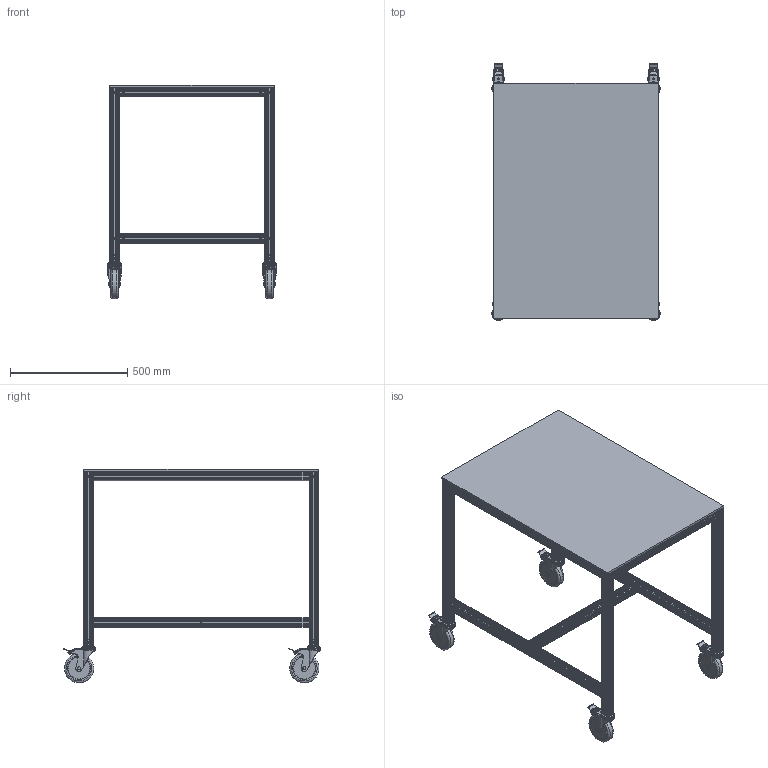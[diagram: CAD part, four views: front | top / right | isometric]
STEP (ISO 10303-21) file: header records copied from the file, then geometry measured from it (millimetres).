
FILE_DESCRIPTION(('STEP AP214'),'1');
FILE_NAME('Table roulante.stp','2025-04-07T12:13:05',(' '),(' '),'Spatial InterOp 3D',' ',' ');
FILE_SCHEMA(('AUTOMOTIVE_DESIGN { 1 0 10303 214 1 1 1 1 }'));
Length unit declared in the file: millimetre
Products named in the file (33): Roulette pivotante D125, à blocage; flasque; roue pour roulette; axe; ecrou; corps; Kit roulette pivotante D125 à blocage - vis seule; Vis FHC - M12x30; Table roulante; Fixation standard 8 40 Zn ESD; Vis BHC - M8x20; agrafe 8-40; PanneauCompletEnApplique; Stratifié compact 10mm, blanc; Profilé 8 40x40 léger
Assembly tree (52 placements, depth 4):
  Table roulante
    Kit roulette pivotante D125 à blocage - vis seule
      Roulette pivotante D125, à blocage
        flasque  x2
        roue pour roulette
        axe
        ecrou
        corps
      Kit roulette pivotante D125 à blocage - vis seule
        Vis FHC - M12x30
    Kit roulette pivotante D125 à blocage - vis seule
      Roulette pivotante D125, à blocage
        flasque  x2
        roue pour roulette
        axe
        ecrou
        corps
      Kit roulette pivotante D125 à blocage - vis seule
        Vis FHC - M12x30
    Kit roulette pivotante D125 à blocage - vis seule
      Roulette pivotante D125, à blocage
        flasque  x2
        roue pour roulette
        axe
        ecrou
        corps
      Kit roulette pivotante D125 à blocage - vis seule
        Vis FHC - M12x30
    Kit roulette pivotante D125 à blocage - vis seule
      Roulette pivotante D125, à blocage
        flasque  x2
        roue pour roulette
        axe
        ecrou
        corps
      Kit roulette pivotante D125 à blocage - vis seule
        Vis FHC - M12x30
    Fixation standard 8 40 Zn ESD  x14
      Vis BHC - M8x20
      agrafe 8-40
    PanneauCompletEnApplique
      Stratifié compact 10mm, blanc
    Profilé 8 40x40 léger
    Profilé 8 40x40 léger
    Profilé 8 40x40 léger
    Profilé 8 40x40 léger
    Profilé 8 40x40 léger
    Profilé 8 40x40 léger
    Profilé 8 40x40 léger
    Profilé 8 40x40 léger
    Profilé 8 40x40 léger
    Profilé 8 40x40 léger
    Profilé 8 40x40 léger
    Profilé 8 40x40 léger
Bounding box: 717 x 1094.5 x 910.82 mm (x, y, z)
Volume: 14379906.3 mm3; surface area: 6177707.8 mm2
Topology: 69 solids, 69 shells, 5342 faces, 14926 edges, 9832 vertices
Faces by surface type: plane 3072, cylinder 1922, cone 198, torus 136, sphere 14
Full cylindrical faces by diameter (mm): 6.647 x4, 6.78 x22, 6.8 x28, 7 x22, 8 x32, 8.5 x8, 9 x14, 10.2 x8, 12 x8, 12.4 x4, 13 x8, 20 x8, 20.45 x4, 22 x8, 23.12 x4, 29 x4, 57 x4, 94 x8, 96 x8, 125 x4
Entity records: 108296 total; most frequent: CARTESIAN_POINT 16286, DIRECTION 14148, ORIENTED_EDGE 13840, EDGE_CURVE 6920, AXIS2_PLACEMENT_3D 4863, VERTEX_POINT 4667, LINE 4422, VECTOR 4422
